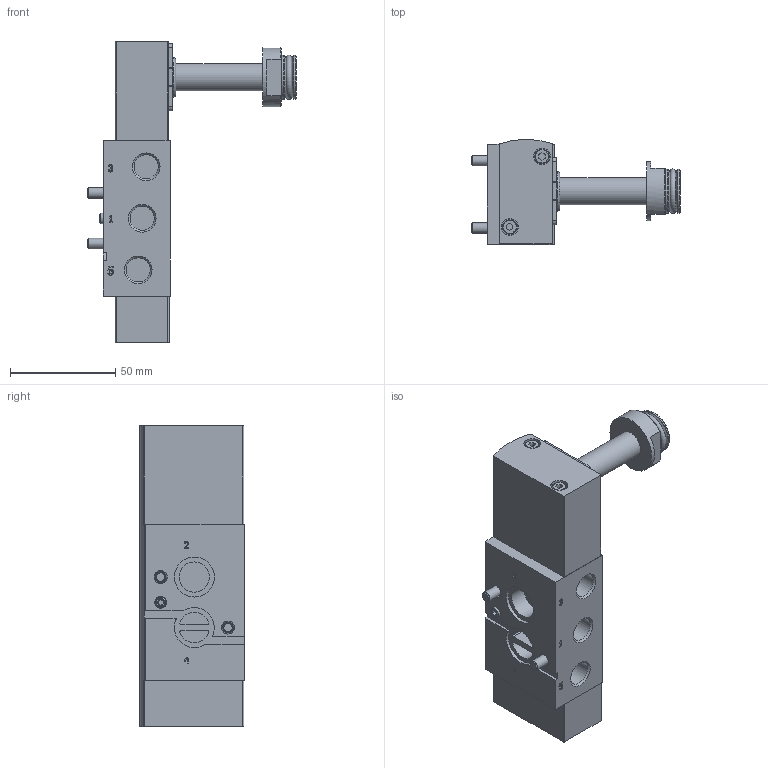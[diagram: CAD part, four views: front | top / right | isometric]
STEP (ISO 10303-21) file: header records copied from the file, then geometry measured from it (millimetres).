
FILE_DESCRIPTION(/* description */ ('STEP AP214'),/* implementation_level */ '2;1');
FILE_NAME(/* name */ '8116380_VSNC-FTC-M52-M-G14-F19A',/* time_stamp */ '2024-09-17T05:30:12+02:00',/* author */ ('License CC BY-ND 4.0'),/* organization */ ('CADENAS'),/* preprocessor_version */ 'ST-DEVELOPER v19.3',/* originating_system */ 'PARTsolutions',/* authorisation */ ' ');
FILE_SCHEMA (('AUTOMOTIVE_DESIGN {1 0 10303 214 3 1 1}'));
Length unit declared in the file: millimetre
Products named in the file (4): 8116380 VSNC-FTC-M52-M-G14-F19A; 8026033 VSNC-FTC-M52-M--G14-F19A---(geh); DIN-913 - M5x10; DIN-912 - M5x33.5(F)
Assembly tree (4 placements, depth 2):
  8116380 VSNC-FTC-M52-M-G14-F19A
    8026033 VSNC-FTC-M52-M--G14-F19A---(geh)
    DIN-913 - M5x10
    DIN-912 - M5x33.5(F)  x2
Bounding box: 99.05 x 49.8 x 143 mm (x, y, z)
Volume: 206885.7 mm3; surface area: 36238.4 mm2
Topology: 4 solids, 4 shells, 346 faces, 800 edges, 505 vertices
Faces by surface type: plane 211, cylinder 77, cone 45, torus 13
Full cylindrical faces by diameter (mm): 5 x3, 5.5 x2, 7 x4, 8 x4, 8.3 x4, 8.5 x2, 10 x2, 11.445 x3, 13 x1, 14.4 x1, 19 x1, 21 x2, 28 x1
Entity records: 10767 total; most frequent: CARTESIAN_POINT 1541, DIRECTION 1525, ORIENTED_EDGE 1370, EDGE_CURVE 685, AXIS2_PLACEMENT_3D 533, VERTEX_POINT 477, LINE 459, VECTOR 459
